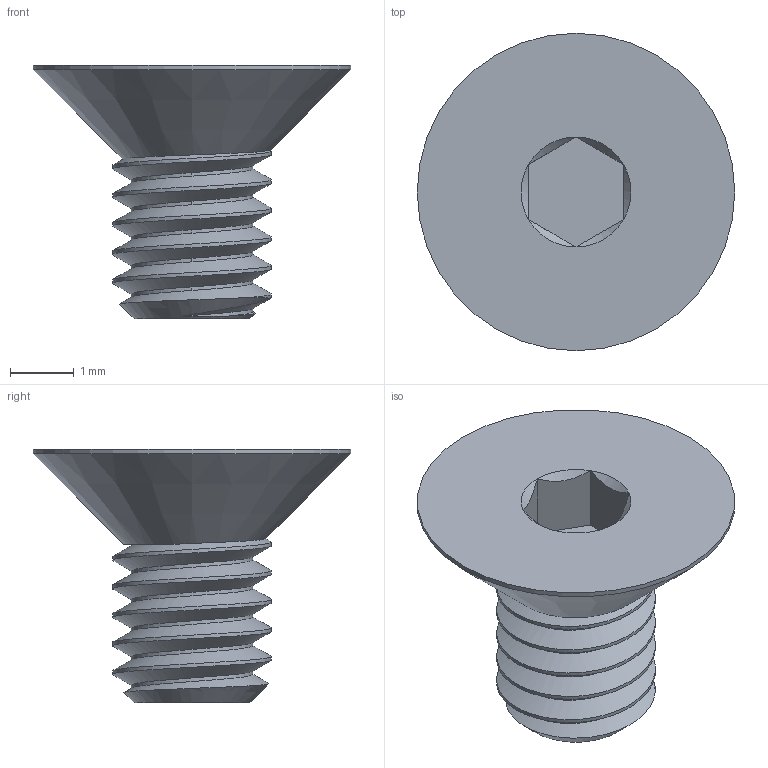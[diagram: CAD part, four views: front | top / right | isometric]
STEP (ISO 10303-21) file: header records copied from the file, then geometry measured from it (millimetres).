
FILE_DESCRIPTION(/* description */ (''),/* implementation_level */ '2;1');
FILE_NAME(/* name */ '92125A082_18-8 Stainless Steel Hex Drive Flat Head Screw_weight.step',/* time_stamp */ '2023-07-10T19:38:10-06:00',/* author */ (''),/* organization */ (''),/* preprocessor_version */ 'ST-DEVELOPER v19.2',/* originating_system */ 'Autodesk Translation Framework v12.6.0.85',/* authorisation */ '');
FILE_SCHEMA (('AUTOMOTIVE_DESIGN { 1 0 10303 214 3 1 1 }'));
Length unit declared in the file: millimetre
Products named in the file (1): 92125A082_18-8 Stainless Steel Hex Drive Flat Head Screw
Bounding box: 5 x 5 x 4 mm (x, y, z)
Volume: 24 mm3; surface area: 81.4 mm2
Topology: 1 solids, 1 shells, 34 faces, 80 edges, 49 vertices
Faces by surface type: cylinder 14, plane 10, cone 8, bspline 2
Full cylindrical faces by diameter (mm): 1.915 x5, 2.5 x4, 5 x1
Entity records: 1939 total; most frequent: CARTESIAN_POINT 1217, ORIENTED_EDGE 160, DIRECTION 124, EDGE_CURVE 80, VERTEX_POINT 49, AXIS2_PLACEMENT_3D 49, EDGE_LOOP 35, FACE_OUTER_BOUND 34
